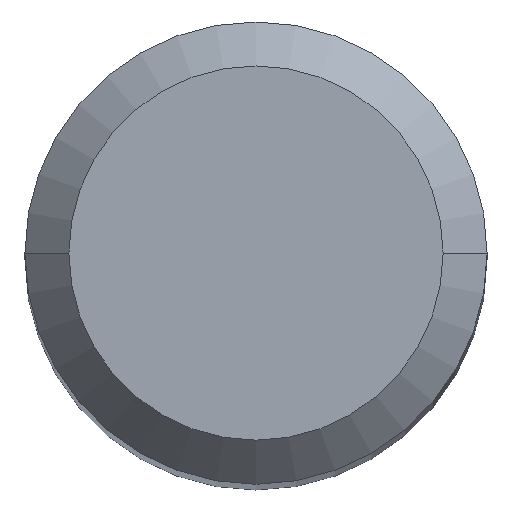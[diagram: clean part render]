
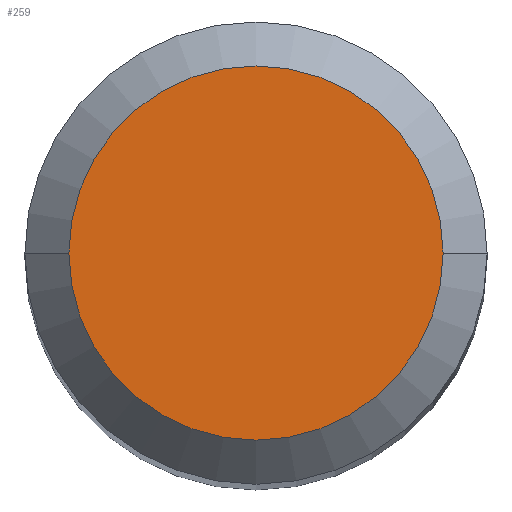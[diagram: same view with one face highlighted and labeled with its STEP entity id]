
A CAD part, top view. The second image highlights one B-rep face of the part: STEP entity #259.
In plain terms, the highlighted planar face has unit normal (0, 0, 1).
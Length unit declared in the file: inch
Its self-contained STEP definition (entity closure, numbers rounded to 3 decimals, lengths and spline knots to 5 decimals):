
#11 = AXIS2_PLACEMENT_3D ( 'NONE', #178, #246, #313 ) ;
#32 = ORIENTED_EDGE ( 'NONE', *, *, #286, .T. ) ;
#80 = CARTESIAN_POINT ( 'NONE',  ( -0.06375, 0., 0. ) ) ;
#81 = EDGE_LOOP ( 'NONE', ( #32, #408 ) ) ;
#82 = AXIS2_PLACEMENT_3D ( 'NONE', #319, #462, #136 ) ;
#136 = DIRECTION ( 'NONE',  ( 1., 0., 0. ) ) ;
#173 = CIRCLE ( 'NONE', #82, 0.06375 ) ;
#178 = CARTESIAN_POINT ( 'NONE',  ( 0., 0.06375, 0. ) ) ;
#185 = AXIS2_PLACEMENT_3D ( 'NONE', #453, #382, #243 ) ;
#217 = CARTESIAN_POINT ( 'NONE',  ( 0.06375, 0., 0. ) ) ;
#243 = DIRECTION ( 'NONE',  ( 1., 0., 0. ) ) ;
#246 = DIRECTION ( 'NONE',  ( 0., 0., -1. ) ) ;
#259 = ADVANCED_FACE ( 'NONE', ( #310 ), #412, .F. ) ;
#286 = EDGE_CURVE ( 'NONE', #452, #379, #289, .T. ) ;
#289 = CIRCLE ( 'NONE', #185, 0.06375 ) ;
#293 = EDGE_CURVE ( 'NONE', #379, #452, #173, .T. ) ;
#310 = FACE_OUTER_BOUND ( 'NONE', #81, .T. ) ;
#313 = DIRECTION ( 'NONE',  ( -1., 0., 0. ) ) ;
#319 = CARTESIAN_POINT ( 'NONE',  ( 0., 0., 0. ) ) ;
#379 = VERTEX_POINT ( 'NONE', #217 ) ;
#382 = DIRECTION ( 'NONE',  ( 0., 0., 1. ) ) ;
#408 = ORIENTED_EDGE ( 'NONE', *, *, #293, .T. ) ;
#412 = PLANE ( 'NONE',  #11 ) ;
#452 = VERTEX_POINT ( 'NONE', #80 ) ;
#453 = CARTESIAN_POINT ( 'NONE',  ( 0., 0., 0. ) ) ;
#462 = DIRECTION ( 'NONE',  ( 0., 0., 1. ) ) ;
